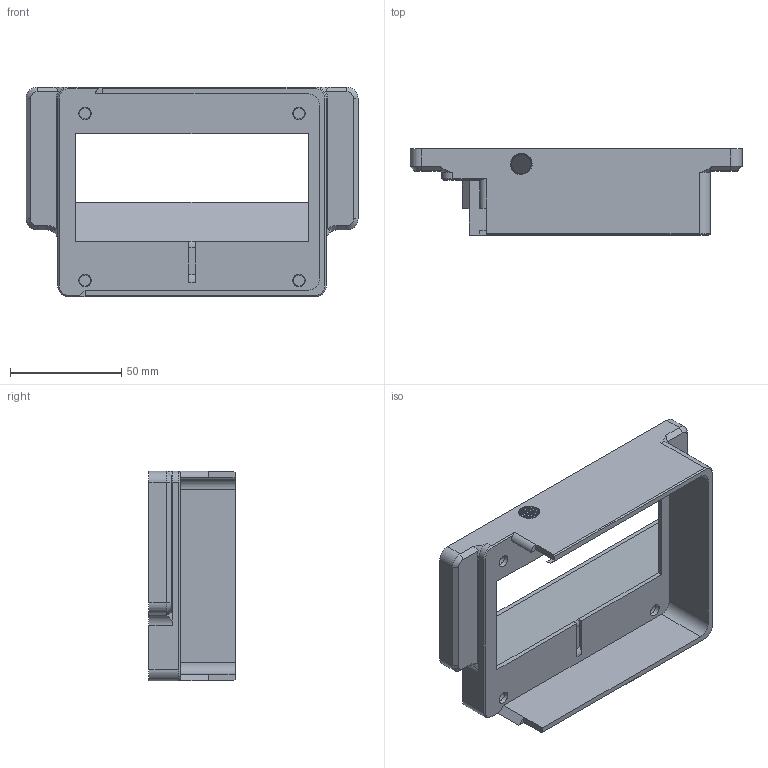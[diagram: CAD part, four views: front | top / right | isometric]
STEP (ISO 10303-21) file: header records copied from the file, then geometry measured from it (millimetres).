
FILE_DESCRIPTION(/* description */ (''),/* implementation_level */ '2;1');
FILE_NAME(/* name */ 'backplate.step',/* time_stamp */ '2022-09-24T13:38:33-07:00',/* author */ (''),/* organization */ (''),/* preprocessor_version */ 'ST-DEVELOPER v19',/* originating_system */ 'Autodesk Translation Framework v11.7.0.108',/* authorisation */ '');
FILE_SCHEMA (('AUTOMOTIVE_DESIGN { 1 0 10303 214 3 1 1 }'));
Length unit declared in the file: millimetre
Products named in the file (1): backplate (1)
Bounding box: 149 x 38.75 x 94 mm (x, y, z)
Volume: 128765.8 mm3; surface area: 45751.1 mm2
Topology: 1 solids, 1 shells, 127 faces, 314 edges, 197 vertices
Faces by surface type: plane 65, cylinder 38, cone 18, bspline 6
Full cylindrical faces by diameter (mm): 5 x6, 8.707 x1, 9.728 x10, 12 x2
Entity records: 8624 total; most frequent: CARTESIAN_POINT 5630, ORIENTED_EDGE 628, DIRECTION 586, EDGE_CURVE 314, AXIS2_PLACEMENT_3D 199, VERTEX_POINT 197, LINE 188, VECTOR 188
